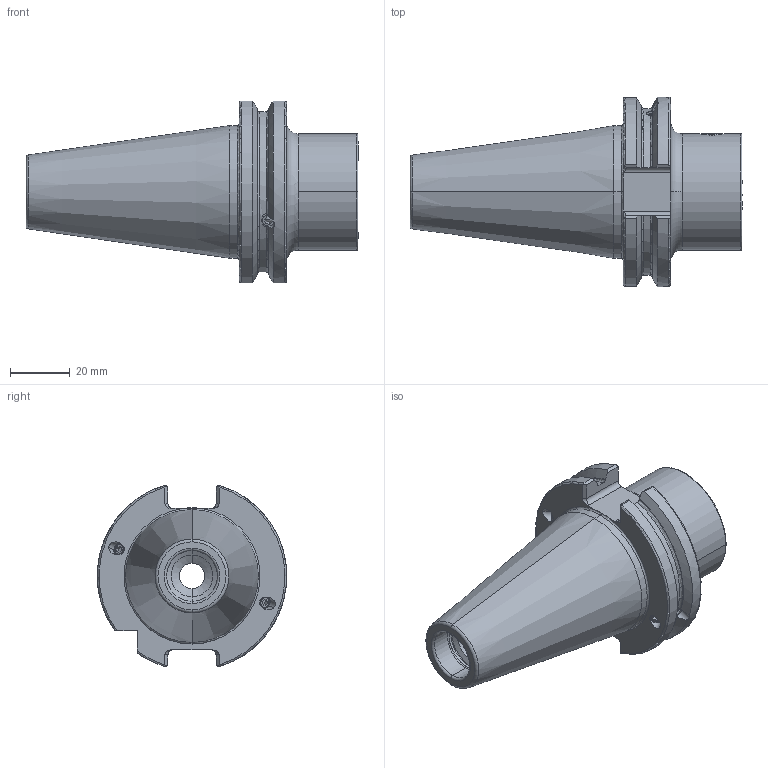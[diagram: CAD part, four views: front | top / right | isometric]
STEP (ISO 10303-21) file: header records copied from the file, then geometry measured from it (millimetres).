
FILE_DESCRIPTION (( 'STEP AP203' ), '1' );
FILE_NAME ('SB4-ST4.K01.043.STEP', '2016-02-12T09:24:15', ( 'SWIAdmin' ), ( 'Hewlett-Packard Company' ), 'SwSTEP 2.0', 'SolidWorks 2015', '' );
FILE_SCHEMA (( 'CONFIG_CONTROL_DESIGN' ));
Length unit declared in the file: millimetre
Products named in the file (6): ISO 4026 - M4 x 4_PreviewCfg; SB4-ST4.K01.043; ST4-ER1.001.011_A; ISO 4026 - M5 x 4; SB4-ST4.K01.043_A_mit Bundk”lung; KVT_MB_600_040
Assembly tree (7 placements, depth 2):
  SB4-ST4.K01.043
    SB4-ST4.K01.043_A_mit Bundk”lung
    ST4-ER1.001.011_A
    ISO 4026 - M5 x 4
    KVT_MB_600_040  x2
    ISO 4026 - M4 x 4_PreviewCfg  x2
Bounding box: 111.25 x 63.5 x 60.94 mm (x, y, z)
Volume: 122165.4 mm3; surface area: 25705.2 mm2
Topology: 9 solids, 9 shells, 294 faces, 723 edges, 436 vertices
Faces by surface type: cone 90, plane 81, cylinder 80, torus 35, bspline 4, sphere 4
Entity records: 8888 total; most frequent: CARTESIAN_POINT 2467, ORIENTED_EDGE 1230, DIRECTION 1189, EDGE_CURVE 615, AXIS2_PLACEMENT_3D 462, VERTEX_POINT 377, LINE 265, VECTOR 265
